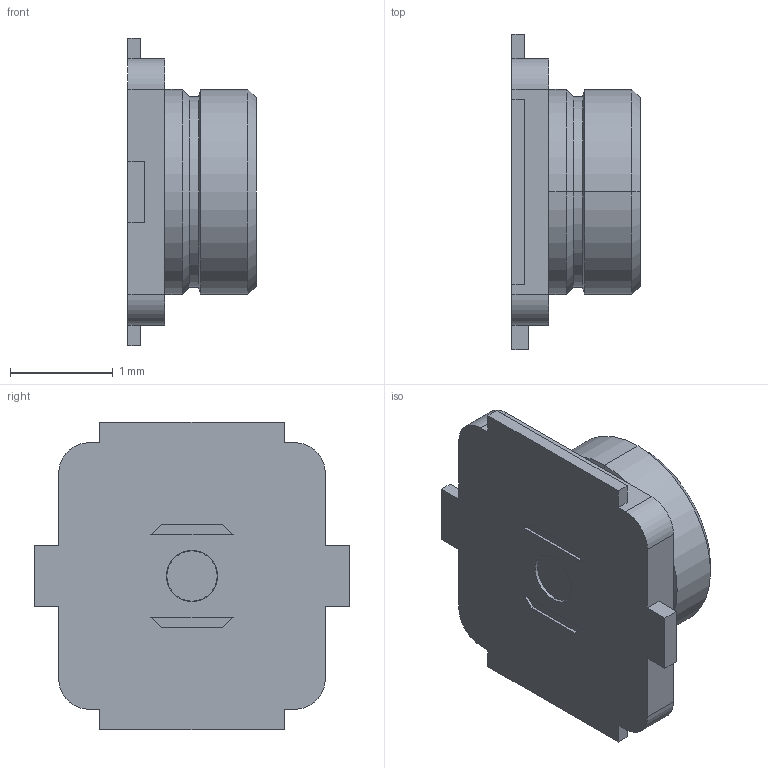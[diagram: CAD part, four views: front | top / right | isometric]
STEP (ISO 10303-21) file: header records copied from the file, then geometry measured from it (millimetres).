
FILE_DESCRIPTION (( 'STEP AP214' ), '1' );
FILE_NAME ('R302302000.STEP', '2025-03-28T09:54:13', ( '' ), ( '' ), 'SwSTEP 2.0', 'SolidWorks 2023', '' );
FILE_SCHEMA (( 'AUTOMOTIVE_DESIGN' ));
Length unit declared in the file: millimetre
Products named in the file (1): R302302000
Bounding box: 1.25 x 3.08 x 3 mm (x, y, z)
Surface area: 28.3 mm2 (no closed solid volume)
Topology: 0 solids, 1 shells, 59 faces, 144 edges, 92 vertices
Faces by surface type: plane 35, cylinder 14, cone 8, bspline 2
Entity records: 1754 total; most frequent: CARTESIAN_POINT 326, DIRECTION 298, ORIENTED_EDGE 286, EDGE_CURVE 144, LINE 106, VECTOR 106, AXIS2_PLACEMENT_3D 96, VERTEX_POINT 92
